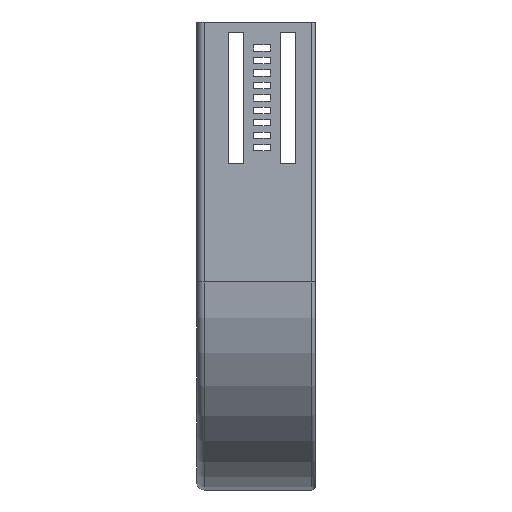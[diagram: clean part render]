
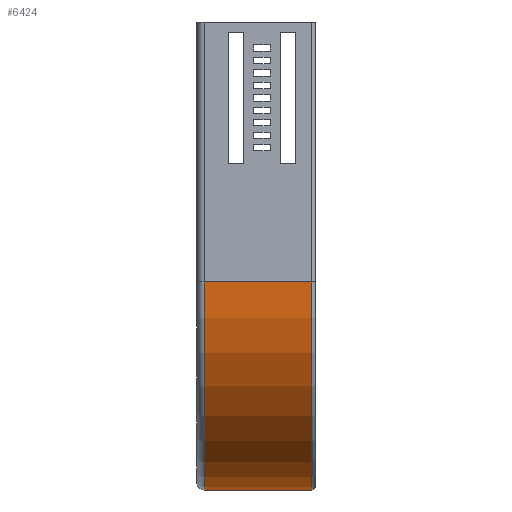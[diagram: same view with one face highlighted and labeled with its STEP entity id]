
A CAD part, left-side view. The second image highlights one B-rep face of the part: STEP entity #6424.
In plain terms, the highlighted cylindrical face has radius 100 mm (diameter 200 mm), a partial arc.
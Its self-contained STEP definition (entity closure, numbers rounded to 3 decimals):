
#473 = EDGE_CURVE ( 'NONE', #2308, #8211, #2229, .T. ) ;
#662 = ORIENTED_EDGE ( 'NONE', *, *, #5365, .F. ) ;
#701 = CIRCLE ( 'NONE', #3782, 100. ) ;
#727 = DIRECTION ( 'NONE',  ( 0., -1., 0. ) ) ;
#809 = EDGE_CURVE ( 'NONE', #6149, #6253, #7727, .T. ) ;
#932 = DIRECTION ( 'NONE',  ( 0., 1., 0. ) ) ;
#1892 = CARTESIAN_POINT ( 'NONE',  ( 0., 0., -125. ) ) ;
#2229 = LINE ( 'NONE', #6780, #6463 ) ;
#2308 = VERTEX_POINT ( 'NONE', #7786 ) ;
#3381 = DIRECTION ( 'NONE',  ( -1., 0., 0. ) ) ;
#3526 = CARTESIAN_POINT ( 'NONE',  ( 100., 53.25, -225. ) ) ;
#3782 = AXIS2_PLACEMENT_3D ( 'NONE', #9087, #4656, #3381 ) ;
#3950 = AXIS2_PLACEMENT_3D ( 'NONE', #6859, #4552, #7850 ) ;
#4552 = DIRECTION ( 'NONE',  ( 0., -1., 0. ) ) ;
#4656 = DIRECTION ( 'NONE',  ( 0., -1., 0. ) ) ;
#4815 = ORIENTED_EDGE ( 'NONE', *, *, #6217, .T. ) ;
#5011 = AXIS2_PLACEMENT_3D ( 'NONE', #9689, #727, #14261 ) ;
#5126 = CYLINDRICAL_SURFACE ( 'NONE', #5011, 100. ) ;
#5365 = EDGE_CURVE ( 'NONE', #6149, #2308, #701, .T. ) ;
#6149 = VERTEX_POINT ( 'NONE', #13680 ) ;
#6217 = EDGE_CURVE ( 'NONE', #6253, #8211, #8509, .T. ) ;
#6253 = VERTEX_POINT ( 'NONE', #9258 ) ;
#6424 = ADVANCED_FACE ( 'NONE', ( #6472 ), #5126, .T. ) ;
#6463 = VECTOR ( 'NONE', #6559, 1000. ) ;
#6472 = FACE_OUTER_BOUND ( 'NONE', #6917, .T. ) ;
#6538 = ORIENTED_EDGE ( 'NONE', *, *, #809, .T. ) ;
#6559 = DIRECTION ( 'NONE',  ( 0., 1., 0. ) ) ;
#6780 = CARTESIAN_POINT ( 'NONE',  ( 100., 0., -225. ) ) ;
#6859 = CARTESIAN_POINT ( 'NONE',  ( 100., 53.25, -125. ) ) ;
#6917 = EDGE_LOOP ( 'NONE', ( #4815, #8513, #662, #6538 ) ) ;
#7727 = LINE ( 'NONE', #1892, #11237 ) ;
#7786 = CARTESIAN_POINT ( 'NONE',  ( 100., 1.75, -225. ) ) ;
#7850 = DIRECTION ( 'NONE',  ( -1., 0., 0. ) ) ;
#8211 = VERTEX_POINT ( 'NONE', #3526 ) ;
#8509 = CIRCLE ( 'NONE', #3950, 100. ) ;
#8513 = ORIENTED_EDGE ( 'NONE', *, *, #473, .F. ) ;
#9087 = CARTESIAN_POINT ( 'NONE',  ( 100., 1.75, -125. ) ) ;
#9258 = CARTESIAN_POINT ( 'NONE',  ( 0., 53.25, -125. ) ) ;
#9689 = CARTESIAN_POINT ( 'NONE',  ( 100., 0., -125. ) ) ;
#11237 = VECTOR ( 'NONE', #932, 1000. ) ;
#13680 = CARTESIAN_POINT ( 'NONE',  ( 0., 1.75, -125. ) ) ;
#14261 = DIRECTION ( 'NONE',  ( 0., 0., -1. ) ) ;
